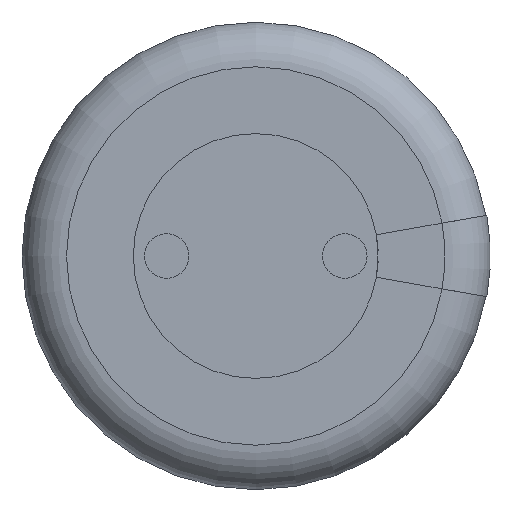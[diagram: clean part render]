
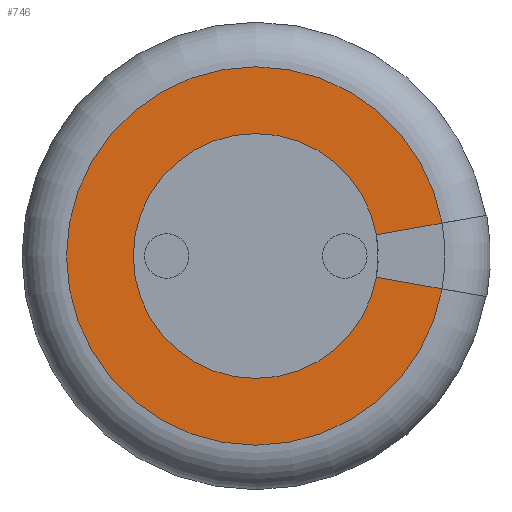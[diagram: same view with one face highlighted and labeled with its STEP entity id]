
A CAD part, front view. The second image highlights one B-rep face of the part: STEP entity #746.
In plain terms, the highlighted planar face has unit normal (0, -1, 0).
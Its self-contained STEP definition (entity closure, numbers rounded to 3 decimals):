
#66=FACE_OUTER_BOUND('',#106,.T.);
#106=EDGE_LOOP('',(#500,#501,#502,#503,#504));
#148=CIRCLE('',#802,1.375);
#149=CIRCLE('',#803,1.375);
#150=CIRCLE('',#804,2.125);
#208=LINE('',#1165,#260);
#209=LINE('',#1171,#261);
#260=VECTOR('',#908,0.75);
#261=VECTOR('',#913,0.75);
#312=VERTEX_POINT('',#1163);
#313=VERTEX_POINT('',#1164);
#314=VERTEX_POINT('',#1166);
#315=VERTEX_POINT('',#1168);
#316=VERTEX_POINT('',#1170);
#388=EDGE_CURVE('',#312,#313,#208,.T.);
#389=EDGE_CURVE('',#313,#314,#148,.T.);
#390=EDGE_CURVE('',#314,#315,#149,.T.);
#391=EDGE_CURVE('',#316,#315,#209,.T.);
#392=EDGE_CURVE('',#316,#312,#150,.T.);
#500=ORIENTED_EDGE('',*,*,#388,.T.);
#501=ORIENTED_EDGE('',*,*,#389,.T.);
#502=ORIENTED_EDGE('',*,*,#390,.T.);
#503=ORIENTED_EDGE('',*,*,#391,.F.);
#504=ORIENTED_EDGE('',*,*,#392,.T.);
#724=PLANE('',#801);
#746=ADVANCED_FACE('',(#66),#724,.F.);
#801=AXIS2_PLACEMENT_3D('',#1162,#906,#907);
#802=AXIS2_PLACEMENT_3D('',#1167,#909,#910);
#803=AXIS2_PLACEMENT_3D('',#1169,#911,#912);
#804=AXIS2_PLACEMENT_3D('',#1172,#914,#915);
#906=DIRECTION('center_axis',(0.,1.,0.));
#907=DIRECTION('ref_axis',(1.,0.,0.));
#908=DIRECTION('',(-0.985,0.,0.174));
#909=DIRECTION('center_axis',(0.,1.,0.));
#910=DIRECTION('ref_axis',(-1.,0.,0.));
#911=DIRECTION('center_axis',(0.,1.,0.));
#912=DIRECTION('ref_axis',(-1.,0.,0.));
#913=DIRECTION('',(-0.985,0.,-0.174));
#914=DIRECTION('center_axis',(0.,-1.,0.));
#915=DIRECTION('ref_axis',(0.985,0.,0.174));
#1162=CARTESIAN_POINT('Origin',(0.,0.,0.));
#1163=CARTESIAN_POINT('',(2.093,0.,-0.369));
#1164=CARTESIAN_POINT('',(1.354,0.,-0.239));
#1165=CARTESIAN_POINT('',(2.093,0.,-0.369));
#1166=CARTESIAN_POINT('',(-1.375,0.,0.));
#1167=CARTESIAN_POINT('Origin',(0.,0.,0.));
#1168=CARTESIAN_POINT('',(1.354,0.,0.239));
#1169=CARTESIAN_POINT('Origin',(0.,0.,0.));
#1170=CARTESIAN_POINT('',(2.093,0.,0.369));
#1171=CARTESIAN_POINT('',(2.093,0.,0.369));
#1172=CARTESIAN_POINT('Origin',(0.,0.,0.));
